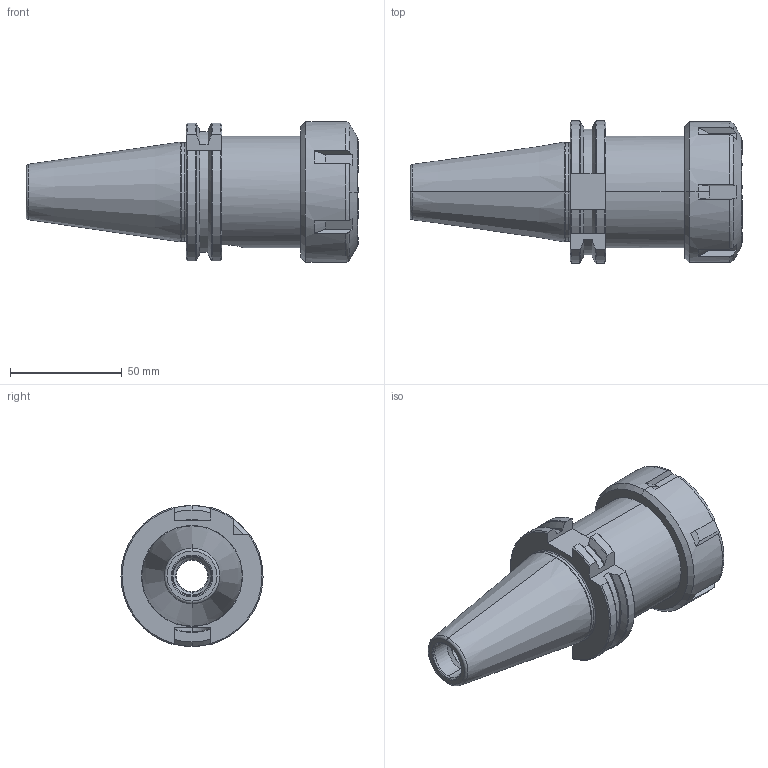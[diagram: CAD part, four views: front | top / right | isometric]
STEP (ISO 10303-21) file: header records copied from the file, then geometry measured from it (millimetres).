
FILE_DESCRIPTION (( 'STEP AP203' ), '1' );
FILE_NAME ('S.S40.0140.80.STEP', '2018-07-14T03:36:06', ( '' ), ( '' ), 'SwSTEP 2.0', 'SolidWorks 2013', '' );
FILE_SCHEMA (( 'CONFIG_CONTROL_DESIGN' ));
Length unit declared in the file: millimetre
Products named in the file (1): S.S40.0140.80
Bounding box: 148.4 x 63.54 x 63 mm (x, y, z)
Volume: 182817.3 mm3; surface area: 43761.6 mm2
Topology: 2 solids, 2 shells, 141 faces, 360 edges, 228 vertices
Faces by surface type: plane 45, cone 41, cylinder 29, torus 16, bspline 10
Entity records: 4676 total; most frequent: CARTESIAN_POINT 1279, ORIENTED_EDGE 720, DIRECTION 677, EDGE_CURVE 360, AXIS2_PLACEMENT_3D 276, VERTEX_POINT 228, EDGE_LOOP 150, CIRCLE 144
